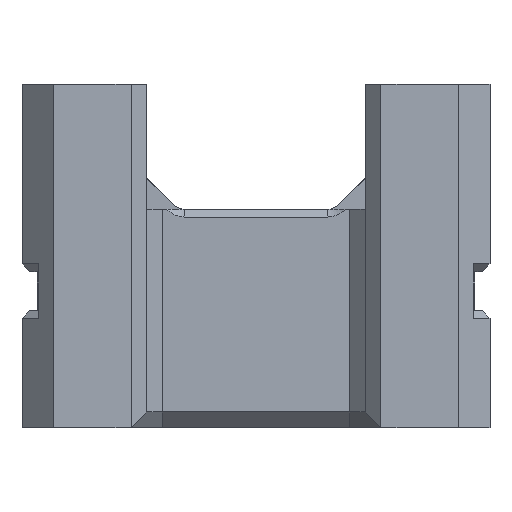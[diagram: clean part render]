
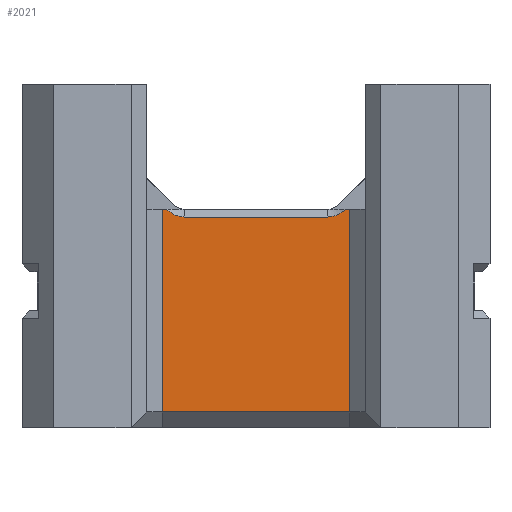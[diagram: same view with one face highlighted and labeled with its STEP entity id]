
A CAD part, front view. The second image highlights one B-rep face of the part: STEP entity #2021.
In plain terms, the highlighted planar face has unit normal (0, -1, 0).
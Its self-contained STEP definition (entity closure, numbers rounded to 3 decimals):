
#24=B_SPLINE_CURVE_WITH_KNOTS('',3,(#3035,#3036,#3037,#3038,#3039,#3040),
 .UNSPECIFIED.,.F.,.F.,(4,2,4),(0.,0.059,0.118),
 .UNSPECIFIED.);
#25=B_SPLINE_CURVE_WITH_KNOTS('',3,(#3044,#3045,#3046,#3047,#3048,#3049),
 .UNSPECIFIED.,.F.,.F.,(4,2,4),(0.,0.059,0.118),
 .UNSPECIFIED.);
#51=PLANE('',#2167);
#156=FACE_OUTER_BOUND('',#269,.T.);
#269=EDGE_LOOP('',(#1526,#1527,#1528,#1529,#1530,#1531,#1532,#1533,#1534,
#1535));
#441=LINE('',#2999,#698);
#445=LINE('',#3025,#702);
#448=LINE('',#3031,#705);
#449=LINE('',#3033,#706);
#450=LINE('',#3042,#707);
#451=LINE('',#3050,#708);
#452=LINE('',#3052,#709);
#453=LINE('',#3053,#710);
#698=VECTOR('',#2424,1000.);
#702=VECTOR('',#2428,1000.);
#705=VECTOR('',#2433,1000.);
#706=VECTOR('',#2434,1000.);
#707=VECTOR('',#2435,1000.);
#708=VECTOR('',#2436,1000.);
#709=VECTOR('',#2437,1000.);
#710=VECTOR('',#2438,1000.);
#995=VERTEX_POINT('',#2996);
#996=VERTEX_POINT('',#2998);
#1001=VERTEX_POINT('',#3022);
#1002=VERTEX_POINT('',#3024);
#1004=VERTEX_POINT('',#3030);
#1005=VERTEX_POINT('',#3032);
#1006=VERTEX_POINT('',#3034);
#1007=VERTEX_POINT('',#3041);
#1008=VERTEX_POINT('',#3043);
#1009=VERTEX_POINT('',#3051);
#1196=EDGE_CURVE('',#996,#995,#441,.T.);
#1202=EDGE_CURVE('',#1002,#1001,#445,.T.);
#1205=EDGE_CURVE('',#1004,#1002,#448,.T.);
#1206=EDGE_CURVE('',#1001,#1005,#449,.T.);
#1207=EDGE_CURVE('',#1005,#1006,#24,.T.);
#1208=EDGE_CURVE('',#1006,#1007,#450,.T.);
#1209=EDGE_CURVE('',#1007,#1008,#25,.T.);
#1210=EDGE_CURVE('',#1008,#996,#451,.T.);
#1211=EDGE_CURVE('',#995,#1009,#452,.T.);
#1212=EDGE_CURVE('',#1009,#1004,#453,.T.);
#1526=ORIENTED_EDGE('',*,*,#1205,.T.);
#1527=ORIENTED_EDGE('',*,*,#1202,.T.);
#1528=ORIENTED_EDGE('',*,*,#1206,.T.);
#1529=ORIENTED_EDGE('',*,*,#1207,.T.);
#1530=ORIENTED_EDGE('',*,*,#1208,.T.);
#1531=ORIENTED_EDGE('',*,*,#1209,.T.);
#1532=ORIENTED_EDGE('',*,*,#1210,.T.);
#1533=ORIENTED_EDGE('',*,*,#1196,.T.);
#1534=ORIENTED_EDGE('',*,*,#1211,.T.);
#1535=ORIENTED_EDGE('',*,*,#1212,.T.);
#2021=ADVANCED_FACE('',(#156),#51,.F.);
#2167=AXIS2_PLACEMENT_3D('',#3029,#2431,#2432);
#2424=DIRECTION('',(-1.,0.,0.));
#2428=DIRECTION('',(-1.,0.,0.));
#2431=DIRECTION('center_axis',(0.,1.,0.));
#2432=DIRECTION('ref_axis',(-1.,0.,0.));
#2433=DIRECTION('',(0.,0.,1.));
#2434=DIRECTION('',(-0.707,0.,-0.707));
#2435=DIRECTION('',(-1.,0.,0.));
#2436=DIRECTION('',(-0.707,0.,0.707));
#2437=DIRECTION('',(0.,0.,-1.));
#2438=DIRECTION('',(1.,0.,0.));
#2996=CARTESIAN_POINT('',(-6.,-3.7,14.));
#2998=CARTESIAN_POINT('',(-5.707,-3.7,14.));
#2999=CARTESIAN_POINT('',(-7.5,-3.7,14.));
#3022=CARTESIAN_POINT('',(5.707,-3.7,14.));
#3024=CARTESIAN_POINT('',(6.,-3.7,14.));
#3025=CARTESIAN_POINT('',(-7.5,-3.7,14.));
#3029=CARTESIAN_POINT('Origin',(-7.5,-3.7,14.));
#3030=CARTESIAN_POINT('',(6.,-3.7,1.));
#3031=CARTESIAN_POINT('',(6.,-3.7,16.));
#3032=CARTESIAN_POINT('',(5.646,-3.7,13.939));
#3033=CARTESIAN_POINT('',(-0.897,-3.7,7.397));
#3034=CARTESIAN_POINT('',(4.586,-3.7,13.5));
#3035=CARTESIAN_POINT('Ctrl Pts',(5.646,-3.7,13.939));
#3036=CARTESIAN_POINT('Ctrl Pts',(5.507,-3.7,13.8));
#3037=CARTESIAN_POINT('Ctrl Pts',(5.341,-3.7,13.69));
#3038=CARTESIAN_POINT('Ctrl Pts',(4.978,-3.7,13.539));
#3039=CARTESIAN_POINT('Ctrl Pts',(4.782,-3.7,13.5));
#3040=CARTESIAN_POINT('Ctrl Pts',(4.586,-3.7,13.5));
#3041=CARTESIAN_POINT('',(-4.586,-3.7,13.5));
#3042=CARTESIAN_POINT('',(-4.586,-3.7,13.5));
#3043=CARTESIAN_POINT('',(-5.647,-3.7,13.939));
#3044=CARTESIAN_POINT('Ctrl Pts',(-4.586,-3.7,13.5));
#3045=CARTESIAN_POINT('Ctrl Pts',(-4.783,-3.7,13.5));
#3046=CARTESIAN_POINT('Ctrl Pts',(-4.978,-3.7,13.539));
#3047=CARTESIAN_POINT('Ctrl Pts',(-5.342,-3.7,13.69));
#3048=CARTESIAN_POINT('Ctrl Pts',(-5.508,-3.7,13.8));
#3049=CARTESIAN_POINT('Ctrl Pts',(-5.647,-3.7,13.939));
#3050=CARTESIAN_POINT('',(-6.604,-3.7,14.896));
#3051=CARTESIAN_POINT('',(-6.,-3.7,1.));
#3052=CARTESIAN_POINT('',(-6.,-3.7,0.));
#3053=CARTESIAN_POINT('',(-7.5,-3.7,1.));
